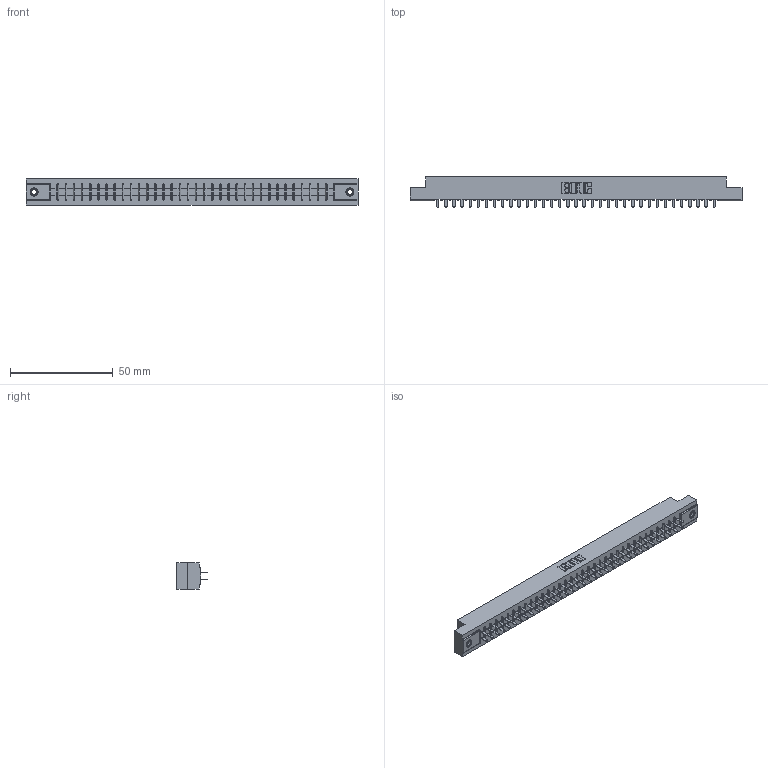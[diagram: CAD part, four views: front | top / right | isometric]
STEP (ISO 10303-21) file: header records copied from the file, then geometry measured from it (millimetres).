
FILE_DESCRIPTION (( 'STEP AP203' ), '1' );
FILE_NAME ('355-070-521-207.STEP', '2019-09-12T17:30:20', ( '' ), ( '' ), 'SwSTEP 2.0', 'SolidWorks 2016', '' );
FILE_SCHEMA (( 'CONFIG_CONTROL_DESIGN' ));
Length unit declared in the file: inch
Products named in the file (4): 305 Part_.156 Dia; 345-250-001_345-250-005-103; 355-070-521-207; 305-290-001_521
Assembly tree (73 placements, depth 2):
  355-070-521-207
    305 Part_.156 Dia
    305-290-001_521  x70
    345-250-001_345-250-005-103  x2
Bounding box: 161.7 x 14.86 x 12.7 mm (x, y, z)
Volume: 16743.1 mm3; surface area: 20852.8 mm2
Topology: 73 solids, 73 shells, 3396 faces, 9657 edges, 6242 vertices
Faces by surface type: plane 1990, cylinder 1250, sphere 140, cone 12, torus 4
Entity records: 39813 total; most frequent: CARTESIAN_POINT 6570, ORIENTED_EDGE 6514, DIRECTION 6371, EDGE_CURVE 3257, VECTOR 2625, LINE 2625, VERTEX_POINT 2072, AXIS2_PLACEMENT_3D 1873
